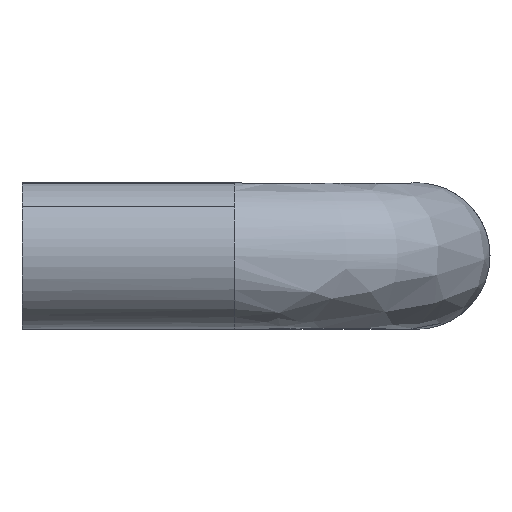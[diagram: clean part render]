
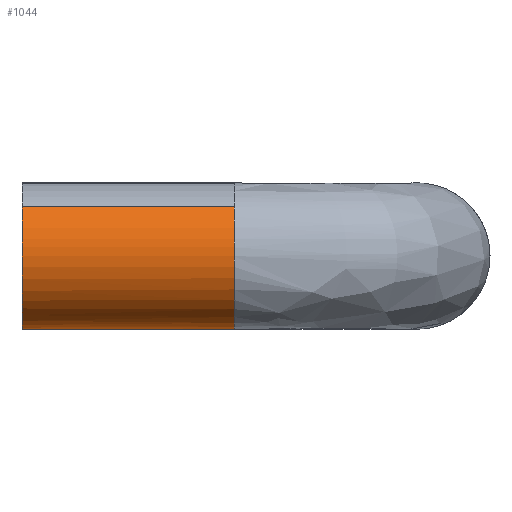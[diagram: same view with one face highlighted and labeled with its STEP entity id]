
A CAD part, left-side view. The second image highlights one B-rep face of the part: STEP entity #1044.
In plain terms, the highlighted free-form (B-spline) face has degree [2, 1] with [9, 2] control points.
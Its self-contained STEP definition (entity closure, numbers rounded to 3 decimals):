
#874=CARTESIAN_POINT('',(-3.705,0.363,3.358));
#875=CARTESIAN_POINT('',(-5.295,0.363,1.603));
#876=CARTESIAN_POINT('',(-4.945,0.363,-0.739));
#877=CARTESIAN_POINT('',(-4.206,0.363,-5.684));
#878=CARTESIAN_POINT('',(0.739,0.363,-4.945));
#879=CARTESIAN_POINT('',(5.684,0.363,-4.206));
#880=CARTESIAN_POINT('',(4.945,0.363,0.739));
#881=CARTESIAN_POINT('',(4.206,0.363,5.684));
#882=CARTESIAN_POINT('',(-0.739,0.363,4.945));
#883=CARTESIAN_POINT('',(-3.705,-14.872,3.358));
#884=CARTESIAN_POINT('',(-5.295,-14.872,1.603));
#885=CARTESIAN_POINT('',(-4.945,-14.872,-0.739));
#886=CARTESIAN_POINT('',(-4.206,-14.872,-5.684));
#887=CARTESIAN_POINT('',(0.739,-14.872,-4.945));
#888=CARTESIAN_POINT('',(5.684,-14.872,-4.206));
#889=CARTESIAN_POINT('',(4.945,-14.872,0.739));
#890=CARTESIAN_POINT('',(4.206,-14.872,5.684));
#891=CARTESIAN_POINT('',(-0.739,-14.872,4.945));
#899=(BOUNDED_SURFACE()B_SPLINE_SURFACE(2,1,((#874,#883),(#875,#884),(#876,#885),(#877,#886),(#878,#887),(#879,#888),(#880,#889),(#881,#890),(#882,#891)),.UNSPECIFIED.,.F.,.F.,.U.)B_SPLINE_SURFACE_WITH_KNOTS((3,2,2,2,3),(2,2),(0.0,4.639,12.923,21.208,29.492),(0.0,15.234),.UNSPECIFIED.)GEOMETRIC_REPRESENTATION_ITEM()RATIONAL_B_SPLINE_SURFACE(((0.856,0.856),(0.836,0.836),(1.0,1.0),(0.707,0.707),(1.0,1.0),(0.707,0.707),(1.0,1.0),(0.707,0.707),(1.0,1.0)))REPRESENTATION_ITEM('')SURFACE());
#900=CARTESIAN_POINT('',(-3.705,-14.5,3.358));
#901=VERTEX_POINT('',#900);
#902=CARTESIAN_POINT('',(-5.,-14.5,0.0));
#903=VERTEX_POINT('',#902);
#904=CARTESIAN_POINT('',(-3.705,-14.5,3.358));
#905=CARTESIAN_POINT('',(-5.,-14.5,1.929));
#906=CARTESIAN_POINT('',(-5.,-14.5,0.0));
#914=(BOUNDED_CURVE()B_SPLINE_CURVE(2,(#904,#905,#906),.UNSPECIFIED.,.F.,.U.)B_SPLINE_CURVE_WITH_KNOTS((3,3),(0.882,1.0),.UNSPECIFIED.)CURVE()GEOMETRIC_REPRESENTATION_ITEM()RATIONAL_B_SPLINE_CURVE((0.854,0.862,1.0))REPRESENTATION_ITEM(''));
#915=EDGE_CURVE('',#901,#903,#914,.T.);
#916=ORIENTED_EDGE('',*,*,#915,.F.);
#917=CARTESIAN_POINT('',(-3.705,0.,3.358));
#918=VERTEX_POINT('',#917);
#919=CARTESIAN_POINT('',(-3.705,0.,3.358));
#920=CARTESIAN_POINT('',(-3.705,-14.5,3.358));
#921=QUASI_UNIFORM_CURVE('',1,(#919,#920),.UNSPECIFIED.,.F.,.U.);
#922=EDGE_CURVE('',#918,#901,#921,.T.);
#923=ORIENTED_EDGE('',*,*,#922,.F.);
#924=CARTESIAN_POINT('',(-5.0,0.0,0.0));
#925=VERTEX_POINT('',#924);
#926=CARTESIAN_POINT('',(-3.705,0.,3.358));
#927=CARTESIAN_POINT('',(-5.0,0.0,1.929));
#928=CARTESIAN_POINT('',(-5.0,0.0,0.0));
#936=(BOUNDED_CURVE()B_SPLINE_CURVE(2,(#926,#927,#928),.UNSPECIFIED.,.F.,.U.)B_SPLINE_CURVE_WITH_KNOTS((3,3),(0.882,1.0),.UNSPECIFIED.)CURVE()GEOMETRIC_REPRESENTATION_ITEM()RATIONAL_B_SPLINE_CURVE((0.854,0.862,1.0))REPRESENTATION_ITEM(''));
#937=EDGE_CURVE('',#918,#925,#936,.T.);
#938=ORIENTED_EDGE('',*,*,#937,.T.);
#939=CARTESIAN_POINT('',(5.0,0.0,0.0));
#940=VERTEX_POINT('',#939);
#941=CARTESIAN_POINT('',(-5.0,0.0,0.0));
#942=CARTESIAN_POINT('',(-5.,0.0,-5.));
#943=CARTESIAN_POINT('',(0.0,0.0,-5.0));
#944=CARTESIAN_POINT('',(5.,0.0,-5.));
#945=CARTESIAN_POINT('',(5.0,0.0,0.0));
#953=(BOUNDED_CURVE()B_SPLINE_CURVE(2,(#941,#942,#943,#944,#945),.UNSPECIFIED.,.F.,.U.)B_SPLINE_CURVE_WITH_KNOTS((3,2,3),(0.0,0.25,0.5),.UNSPECIFIED.)CURVE()GEOMETRIC_REPRESENTATION_ITEM()RATIONAL_B_SPLINE_CURVE((1.0,0.707,1.0,0.707,1.0))REPRESENTATION_ITEM(''));
#954=EDGE_CURVE('',#925,#940,#953,.T.);
#955=ORIENTED_EDGE('',*,*,#954,.T.);
#956=CARTESIAN_POINT('',(-0.739,0.,4.945));
#957=VERTEX_POINT('',#956);
#958=CARTESIAN_POINT('',(5.0,0.0,0.0));
#959=CARTESIAN_POINT('',(5.,0.0,5.));
#960=CARTESIAN_POINT('',(0.0,0.0,5.0));
#961=CARTESIAN_POINT('',(-0.372,0.0,5.));
#962=CARTESIAN_POINT('',(-0.739,0.,4.945));
#970=(BOUNDED_CURVE()B_SPLINE_CURVE(2,(#958,#959,#960,#961,#962),.UNSPECIFIED.,.F.,.U.)B_SPLINE_CURVE_WITH_KNOTS((3,2,3),(0.5,0.75,0.775),.UNSPECIFIED.)CURVE()GEOMETRIC_REPRESENTATION_ITEM()RATIONAL_B_SPLINE_CURVE((1.0,0.707,1.0,0.97,0.946))REPRESENTATION_ITEM(''));
#971=EDGE_CURVE('',#940,#957,#970,.T.);
#972=ORIENTED_EDGE('',*,*,#971,.T.);
#973=CARTESIAN_POINT('',(-0.739,-14.5,4.945));
#974=VERTEX_POINT('',#973);
#975=CARTESIAN_POINT('',(-0.739,0.,4.945));
#976=CARTESIAN_POINT('',(-0.739,-14.5,4.945));
#977=QUASI_UNIFORM_CURVE('',1,(#975,#976),.UNSPECIFIED.,.F.,.U.);
#978=EDGE_CURVE('',#957,#974,#977,.T.);
#979=ORIENTED_EDGE('',*,*,#978,.T.);
#980=CARTESIAN_POINT('',(4.551,-14.5,2.072));
#981=VERTEX_POINT('',#980);
#982=CARTESIAN_POINT('',(4.551,-14.5,2.072));
#983=CARTESIAN_POINT('',(3.217,-14.5,5.0));
#984=CARTESIAN_POINT('',(0.,-14.5,5.0));
#985=CARTESIAN_POINT('',(-0.372,-14.5,5.0));
#986=CARTESIAN_POINT('',(-0.739,-14.5,4.945));
#994=(BOUNDED_CURVE()B_SPLINE_CURVE(2,(#982,#983,#984,#985,#986),.UNSPECIFIED.,.F.,.U.)B_SPLINE_CURVE_WITH_KNOTS((3,2,3),(0.57,0.75,0.775),.UNSPECIFIED.)CURVE()GEOMETRIC_REPRESENTATION_ITEM()RATIONAL_B_SPLINE_CURVE((0.882,0.79,1.0,0.97,0.946))REPRESENTATION_ITEM(''));
#995=EDGE_CURVE('',#981,#974,#994,.T.);
#996=ORIENTED_EDGE('',*,*,#995,.F.);
#997=CARTESIAN_POINT('',(5.,-14.5,0.0));
#998=VERTEX_POINT('',#997);
#999=CARTESIAN_POINT('',(5.,-14.5,0.0));
#1000=CARTESIAN_POINT('',(5.,-14.5,1.085));
#1001=CARTESIAN_POINT('',(4.551,-14.5,2.072));
#1009=(BOUNDED_CURVE()B_SPLINE_CURVE(2,(#999,#1000,#1001),.UNSPECIFIED.,.F.,.U.)B_SPLINE_CURVE_WITH_KNOTS((3,3),(0.5,0.57),.UNSPECIFIED.)CURVE()GEOMETRIC_REPRESENTATION_ITEM()RATIONAL_B_SPLINE_CURVE((1.0,0.918,0.882))REPRESENTATION_ITEM(''));
#1010=EDGE_CURVE('',#998,#981,#1009,.T.);
#1011=ORIENTED_EDGE('',*,*,#1010,.F.);
#1012=CARTESIAN_POINT('',(1.808,-14.5,-4.662));
#1013=VERTEX_POINT('',#1012);
#1014=CARTESIAN_POINT('',(1.808,-14.5,-4.662));
#1015=CARTESIAN_POINT('',(5.0,-14.5,-3.423));
#1016=CARTESIAN_POINT('',(5.,-14.5,0.0));
#1024=(BOUNDED_CURVE()B_SPLINE_CURVE(2,(#1014,#1015,#1016),.UNSPECIFIED.,.F.,.U.)B_SPLINE_CURVE_WITH_KNOTS((3,3),(0.311,0.5),.UNSPECIFIED.)CURVE()GEOMETRIC_REPRESENTATION_ITEM()RATIONAL_B_SPLINE_CURVE((0.891,0.779,1.0))REPRESENTATION_ITEM(''));
#1025=EDGE_CURVE('',#1013,#998,#1024,.T.);
#1026=ORIENTED_EDGE('',*,*,#1025,.F.);
#1027=CARTESIAN_POINT('',(-5.,-14.5,0.0));
#1028=CARTESIAN_POINT('',(-5.,-14.5,-5.));
#1029=CARTESIAN_POINT('',(0.,-14.5,-5.0));
#1030=CARTESIAN_POINT('',(0.936,-14.5,-5.0));
#1031=CARTESIAN_POINT('',(1.808,-14.5,-4.662));
#1039=(BOUNDED_CURVE()B_SPLINE_CURVE(2,(#1027,#1028,#1029,#1030,#1031),.UNSPECIFIED.,.F.,.U.)B_SPLINE_CURVE_WITH_KNOTS((3,2,3),(0.0,0.25,0.311),.UNSPECIFIED.)CURVE()GEOMETRIC_REPRESENTATION_ITEM()RATIONAL_B_SPLINE_CURVE((1.0,0.707,1.0,0.928,0.891))REPRESENTATION_ITEM(''));
#1040=EDGE_CURVE('',#903,#1013,#1039,.T.);
#1041=ORIENTED_EDGE('',*,*,#1040,.F.);
#1042=EDGE_LOOP('',(#916,#923,#938,#955,#972,#979,#996,#1011,#1026,#1041));
#1043=FACE_OUTER_BOUND('',#1042,.T.);
#1044=ADVANCED_FACE('',(#1043),#899,.T.);
